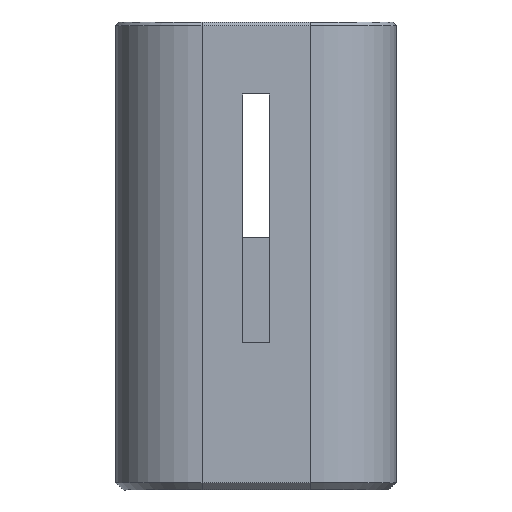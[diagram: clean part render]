
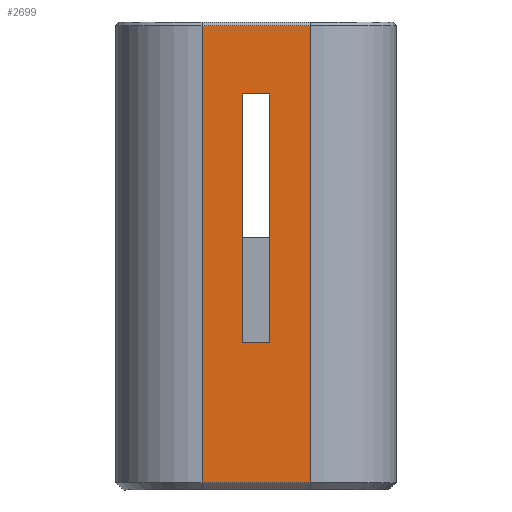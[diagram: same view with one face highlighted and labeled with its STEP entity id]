
A CAD part, front view. The second image highlights one B-rep face of the part: STEP entity #2699.
In plain terms, the highlighted planar face has unit normal (0, -1, 0).
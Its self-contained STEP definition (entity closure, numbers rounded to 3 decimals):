
#187 = PLANE('',#188);
#188 = AXIS2_PLACEMENT_3D('',#189,#190,#191);
#189 = CARTESIAN_POINT('',(-0.75,-4.8,22.));
#190 = DIRECTION('',(-1.,0.,-0.));
#191 = DIRECTION('',(0.,0.,-1.));
#867 = PLANE('',#868);
#868 = AXIS2_PLACEMENT_3D('',#869,#870,#871);
#869 = CARTESIAN_POINT('',(0.75,-4.8,14.));
#870 = DIRECTION('',(1.,0.,-0.));
#871 = DIRECTION('',(0.,0.,1.));
#1098 = PLANE('',#1099);
#1099 = AXIS2_PLACEMENT_3D('',#1100,#1101,#1102);
#1100 = CARTESIAN_POINT('',(0.75,-4.8,22.));
#1101 = DIRECTION('',(0.,0.,1.));
#1102 = DIRECTION('',(-1.,-0.,0.));
#1157 = VERTEX_POINT('',#1158);
#1158 = CARTESIAN_POINT('',(-0.75,-4.8,22.));
#1229 = VERTEX_POINT('',#1230);
#1230 = CARTESIAN_POINT('',(-0.75,-4.8,8.2));
#1244 = PLANE('',#1245);
#1245 = AXIS2_PLACEMENT_3D('',#1246,#1247,#1248);
#1246 = CARTESIAN_POINT('',(-0.75,-4.8,8.2));
#1247 = DIRECTION('',(0.,0.,-1.));
#1248 = DIRECTION('',(1.,0.,0.));
#1256 = EDGE_CURVE('',#1157,#1229,#1257,.T.);
#1257 = SURFACE_CURVE('',#1258,(#1262,#1269),.PCURVE_S1.);
#1258 = LINE('',#1259,#1260);
#1259 = CARTESIAN_POINT('',(-0.75,-4.8,22.));
#1260 = VECTOR('',#1261,1.);
#1261 = DIRECTION('',(0.,0.,-1.));
#1262 = PCURVE('',#187,#1263);
#1263 = DEFINITIONAL_REPRESENTATION('',(#1264),#1268);
#1264 = LINE('',#1265,#1266);
#1265 = CARTESIAN_POINT('',(0.,0.));
#1266 = VECTOR('',#1267,1.);
#1267 = DIRECTION('',(1.,0.));
#1268 = ( GEOMETRIC_REPRESENTATION_CONTEXT(2) 
PARAMETRIC_REPRESENTATION_CONTEXT() REPRESENTATION_CONTEXT('2D SPACE',''
  ) );
#1269 = PCURVE('',#1270,#1275);
#1270 = PLANE('',#1271);
#1271 = AXIS2_PLACEMENT_3D('',#1272,#1273,#1274);
#1272 = CARTESIAN_POINT('',(-3.,-4.8,0.));
#1273 = DIRECTION('',(0.,1.,0.));
#1274 = DIRECTION('',(1.,0.,0.));
#1275 = DEFINITIONAL_REPRESENTATION('',(#1276),#1280);
#1276 = LINE('',#1277,#1278);
#1277 = CARTESIAN_POINT('',(2.25,-22.));
#1278 = VECTOR('',#1279,1.);
#1279 = DIRECTION('',(0.,1.));
#1280 = ( GEOMETRIC_REPRESENTATION_CONTEXT(2) 
PARAMETRIC_REPRESENTATION_CONTEXT() REPRESENTATION_CONTEXT('2D SPACE',''
  ) );
#1744 = PLANE('',#1745);
#1745 = AXIS2_PLACEMENT_3D('',#1746,#1747,#1748);
#1746 = CARTESIAN_POINT('',(-3.,-4.7,25.9));
#1747 = DIRECTION('',(0.,0.707,-0.707));
#1748 = DIRECTION('',(1.,0.,0.));
#2342 = EDGE_CURVE('',#2343,#2345,#2347,.T.);
#2343 = VERTEX_POINT('',#2344);
#2344 = CARTESIAN_POINT('',(0.75,-4.8,22.));
#2345 = VERTEX_POINT('',#2346);
#2346 = CARTESIAN_POINT('',(0.75,-4.8,8.2));
#2347 = SURFACE_CURVE('',#2348,(#2352,#2359),.PCURVE_S1.);
#2348 = LINE('',#2349,#2350);
#2349 = CARTESIAN_POINT('',(0.75,-4.8,22.));
#2350 = VECTOR('',#2351,1.);
#2351 = DIRECTION('',(0.,0.,-1.));
#2352 = PCURVE('',#867,#2353);
#2353 = DEFINITIONAL_REPRESENTATION('',(#2354),#2358);
#2354 = LINE('',#2355,#2356);
#2355 = CARTESIAN_POINT('',(8.,0.));
#2356 = VECTOR('',#2357,1.);
#2357 = DIRECTION('',(-1.,0.));
#2358 = ( GEOMETRIC_REPRESENTATION_CONTEXT(2) 
PARAMETRIC_REPRESENTATION_CONTEXT() REPRESENTATION_CONTEXT('2D SPACE',''
  ) );
#2359 = PCURVE('',#1270,#2360);
#2360 = DEFINITIONAL_REPRESENTATION('',(#2361),#2365);
#2361 = LINE('',#2362,#2363);
#2362 = CARTESIAN_POINT('',(3.75,-22.));
#2363 = VECTOR('',#2364,1.);
#2364 = DIRECTION('',(0.,1.));
#2365 = ( GEOMETRIC_REPRESENTATION_CONTEXT(2) 
PARAMETRIC_REPRESENTATION_CONTEXT() REPRESENTATION_CONTEXT('2D SPACE',''
  ) );
#2677 = EDGE_CURVE('',#2343,#1157,#2678,.T.);
#2678 = SURFACE_CURVE('',#2679,(#2683,#2690),.PCURVE_S1.);
#2679 = LINE('',#2680,#2681);
#2680 = CARTESIAN_POINT('',(0.75,-4.8,22.));
#2681 = VECTOR('',#2682,1.);
#2682 = DIRECTION('',(-1.,-0.,0.));
#2683 = PCURVE('',#1098,#2684);
#2684 = DEFINITIONAL_REPRESENTATION('',(#2685),#2689);
#2685 = LINE('',#2686,#2687);
#2686 = CARTESIAN_POINT('',(0.,0.));
#2687 = VECTOR('',#2688,1.);
#2688 = DIRECTION('',(1.,0.));
#2689 = ( GEOMETRIC_REPRESENTATION_CONTEXT(2) 
PARAMETRIC_REPRESENTATION_CONTEXT() REPRESENTATION_CONTEXT('2D SPACE',''
  ) );
#2690 = PCURVE('',#1270,#2691);
#2691 = DEFINITIONAL_REPRESENTATION('',(#2692),#2696);
#2692 = LINE('',#2693,#2694);
#2693 = CARTESIAN_POINT('',(3.75,-22.));
#2694 = VECTOR('',#2695,1.);
#2695 = DIRECTION('',(-1.,-0.));
#2696 = ( GEOMETRIC_REPRESENTATION_CONTEXT(2) 
PARAMETRIC_REPRESENTATION_CONTEXT() REPRESENTATION_CONTEXT('2D SPACE',''
  ) );
#2699 = ADVANCED_FACE('',(#2700,#2809),#1270,.F.);
#2700 = FACE_BOUND('',#2701,.F.);
#2701 = EDGE_LOOP('',(#2702,#2732,#2755,#2783));
#2702 = ORIENTED_EDGE('',*,*,#2703,.T.);
#2703 = EDGE_CURVE('',#2704,#2706,#2708,.T.);
#2704 = VERTEX_POINT('',#2705);
#2705 = CARTESIAN_POINT('',(-3.,-4.8,0.4));
#2706 = VERTEX_POINT('',#2707);
#2707 = CARTESIAN_POINT('',(-3.,-4.8,25.8));
#2708 = SURFACE_CURVE('',#2709,(#2713,#2720),.PCURVE_S1.);
#2709 = LINE('',#2710,#2711);
#2710 = CARTESIAN_POINT('',(-3.,-4.8,0.));
#2711 = VECTOR('',#2712,1.);
#2712 = DIRECTION('',(0.,0.,1.));
#2713 = PCURVE('',#1270,#2714);
#2714 = DEFINITIONAL_REPRESENTATION('',(#2715),#2719);
#2715 = LINE('',#2716,#2717);
#2716 = CARTESIAN_POINT('',(0.,0.));
#2717 = VECTOR('',#2718,1.);
#2718 = DIRECTION('',(0.,-1.));
#2719 = ( GEOMETRIC_REPRESENTATION_CONTEXT(2) 
PARAMETRIC_REPRESENTATION_CONTEXT() REPRESENTATION_CONTEXT('2D SPACE',''
  ) );
#2720 = PCURVE('',#2721,#2726);
#2721 = CYLINDRICAL_SURFACE('',#2722,4.8);
#2722 = AXIS2_PLACEMENT_3D('',#2723,#2724,#2725);
#2723 = CARTESIAN_POINT('',(-3.,0.,0.));
#2724 = DIRECTION('',(-0.,-0.,-1.));
#2725 = DIRECTION('',(1.,0.,0.));
#2726 = DEFINITIONAL_REPRESENTATION('',(#2727),#2731);
#2727 = LINE('',#2728,#2729);
#2728 = CARTESIAN_POINT('',(-4.712,0.));
#2729 = VECTOR('',#2730,1.);
#2730 = DIRECTION('',(-0.,-1.));
#2731 = ( GEOMETRIC_REPRESENTATION_CONTEXT(2) 
PARAMETRIC_REPRESENTATION_CONTEXT() REPRESENTATION_CONTEXT('2D SPACE',''
  ) );
#2732 = ORIENTED_EDGE('',*,*,#2733,.T.);
#2733 = EDGE_CURVE('',#2706,#2734,#2736,.T.);
#2734 = VERTEX_POINT('',#2735);
#2735 = CARTESIAN_POINT('',(3.,-4.8,25.8));
#2736 = SURFACE_CURVE('',#2737,(#2741,#2748),.PCURVE_S1.);
#2737 = LINE('',#2738,#2739);
#2738 = CARTESIAN_POINT('',(-3.,-4.8,25.8));
#2739 = VECTOR('',#2740,1.);
#2740 = DIRECTION('',(1.,0.,0.));
#2741 = PCURVE('',#1270,#2742);
#2742 = DEFINITIONAL_REPRESENTATION('',(#2743),#2747);
#2743 = LINE('',#2744,#2745);
#2744 = CARTESIAN_POINT('',(0.,-25.8));
#2745 = VECTOR('',#2746,1.);
#2746 = DIRECTION('',(1.,0.));
#2747 = ( GEOMETRIC_REPRESENTATION_CONTEXT(2) 
PARAMETRIC_REPRESENTATION_CONTEXT() REPRESENTATION_CONTEXT('2D SPACE',''
  ) );
#2748 = PCURVE('',#1744,#2749);
#2749 = DEFINITIONAL_REPRESENTATION('',(#2750),#2754);
#2750 = LINE('',#2751,#2752);
#2751 = CARTESIAN_POINT('',(0.,0.141));
#2752 = VECTOR('',#2753,1.);
#2753 = DIRECTION('',(1.,0.));
#2754 = ( GEOMETRIC_REPRESENTATION_CONTEXT(2) 
PARAMETRIC_REPRESENTATION_CONTEXT() REPRESENTATION_CONTEXT('2D SPACE',''
  ) );
#2755 = ORIENTED_EDGE('',*,*,#2756,.F.);
#2756 = EDGE_CURVE('',#2757,#2734,#2759,.T.);
#2757 = VERTEX_POINT('',#2758);
#2758 = CARTESIAN_POINT('',(3.,-4.8,0.4));
#2759 = SURFACE_CURVE('',#2760,(#2764,#2771),.PCURVE_S1.);
#2760 = LINE('',#2761,#2762);
#2761 = CARTESIAN_POINT('',(3.,-4.8,0.));
#2762 = VECTOR('',#2763,1.);
#2763 = DIRECTION('',(0.,0.,1.));
#2764 = PCURVE('',#1270,#2765);
#2765 = DEFINITIONAL_REPRESENTATION('',(#2766),#2770);
#2766 = LINE('',#2767,#2768);
#2767 = CARTESIAN_POINT('',(6.,0.));
#2768 = VECTOR('',#2769,1.);
#2769 = DIRECTION('',(0.,-1.));
#2770 = ( GEOMETRIC_REPRESENTATION_CONTEXT(2) 
PARAMETRIC_REPRESENTATION_CONTEXT() REPRESENTATION_CONTEXT('2D SPACE',''
  ) );
#2771 = PCURVE('',#2772,#2777);
#2772 = CYLINDRICAL_SURFACE('',#2773,4.8);
#2773 = AXIS2_PLACEMENT_3D('',#2774,#2775,#2776);
#2774 = CARTESIAN_POINT('',(3.,0.,0.));
#2775 = DIRECTION('',(-0.,-0.,-1.));
#2776 = DIRECTION('',(1.,0.,0.));
#2777 = DEFINITIONAL_REPRESENTATION('',(#2778),#2782);
#2778 = LINE('',#2779,#2780);
#2779 = CARTESIAN_POINT('',(-4.712,0.));
#2780 = VECTOR('',#2781,1.);
#2781 = DIRECTION('',(-0.,-1.));
#2782 = ( GEOMETRIC_REPRESENTATION_CONTEXT(2) 
PARAMETRIC_REPRESENTATION_CONTEXT() REPRESENTATION_CONTEXT('2D SPACE',''
  ) );
#2783 = ORIENTED_EDGE('',*,*,#2784,.F.);
#2784 = EDGE_CURVE('',#2704,#2757,#2785,.T.);
#2785 = SURFACE_CURVE('',#2786,(#2790,#2797),.PCURVE_S1.);
#2786 = LINE('',#2787,#2788);
#2787 = CARTESIAN_POINT('',(-3.,-4.8,0.4));
#2788 = VECTOR('',#2789,1.);
#2789 = DIRECTION('',(1.,0.,0.));
#2790 = PCURVE('',#1270,#2791);
#2791 = DEFINITIONAL_REPRESENTATION('',(#2792),#2796);
#2792 = LINE('',#2793,#2794);
#2793 = CARTESIAN_POINT('',(0.,-0.4));
#2794 = VECTOR('',#2795,1.);
#2795 = DIRECTION('',(1.,0.));
#2796 = ( GEOMETRIC_REPRESENTATION_CONTEXT(2) 
PARAMETRIC_REPRESENTATION_CONTEXT() REPRESENTATION_CONTEXT('2D SPACE',''
  ) );
#2797 = PCURVE('',#2798,#2803);
#2798 = PLANE('',#2799);
#2799 = AXIS2_PLACEMENT_3D('',#2800,#2801,#2802);
#2800 = CARTESIAN_POINT('',(-3.,-4.6,0.2));
#2801 = DIRECTION('',(0.,-0.707,
    -0.707));
#2802 = DIRECTION('',(-1.,0.,0.));
#2803 = DEFINITIONAL_REPRESENTATION('',(#2804),#2808);
#2804 = LINE('',#2805,#2806);
#2805 = CARTESIAN_POINT('',(-0.,-0.283));
#2806 = VECTOR('',#2807,1.);
#2807 = DIRECTION('',(-1.,0.));
#2808 = ( GEOMETRIC_REPRESENTATION_CONTEXT(2) 
PARAMETRIC_REPRESENTATION_CONTEXT() REPRESENTATION_CONTEXT('2D SPACE',''
  ) );
#2809 = FACE_BOUND('',#2810,.F.);
#2810 = EDGE_LOOP('',(#2811,#2812,#2833,#2834));
#2811 = ORIENTED_EDGE('',*,*,#1256,.T.);
#2812 = ORIENTED_EDGE('',*,*,#2813,.T.);
#2813 = EDGE_CURVE('',#1229,#2345,#2814,.T.);
#2814 = SURFACE_CURVE('',#2815,(#2819,#2826),.PCURVE_S1.);
#2815 = LINE('',#2816,#2817);
#2816 = CARTESIAN_POINT('',(-0.75,-4.8,8.2));
#2817 = VECTOR('',#2818,1.);
#2818 = DIRECTION('',(1.,0.,0.));
#2819 = PCURVE('',#1270,#2820);
#2820 = DEFINITIONAL_REPRESENTATION('',(#2821),#2825);
#2821 = LINE('',#2822,#2823);
#2822 = CARTESIAN_POINT('',(2.25,-8.2));
#2823 = VECTOR('',#2824,1.);
#2824 = DIRECTION('',(1.,0.));
#2825 = ( GEOMETRIC_REPRESENTATION_CONTEXT(2) 
PARAMETRIC_REPRESENTATION_CONTEXT() REPRESENTATION_CONTEXT('2D SPACE',''
  ) );
#2826 = PCURVE('',#1244,#2827);
#2827 = DEFINITIONAL_REPRESENTATION('',(#2828),#2832);
#2828 = LINE('',#2829,#2830);
#2829 = CARTESIAN_POINT('',(0.,0.));
#2830 = VECTOR('',#2831,1.);
#2831 = DIRECTION('',(1.,0.));
#2832 = ( GEOMETRIC_REPRESENTATION_CONTEXT(2) 
PARAMETRIC_REPRESENTATION_CONTEXT() REPRESENTATION_CONTEXT('2D SPACE',''
  ) );
#2833 = ORIENTED_EDGE('',*,*,#2342,.F.);
#2834 = ORIENTED_EDGE('',*,*,#2677,.T.);
